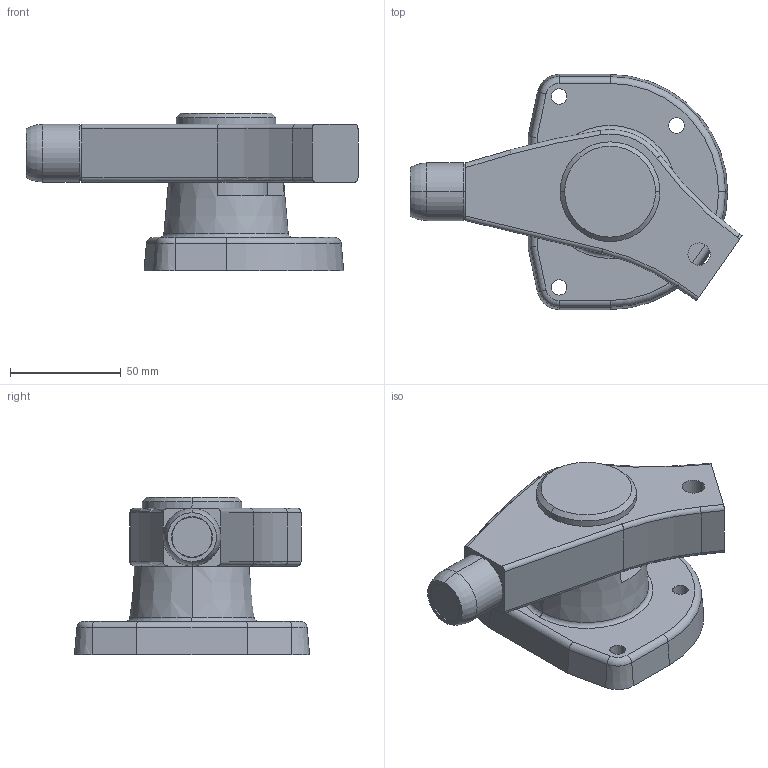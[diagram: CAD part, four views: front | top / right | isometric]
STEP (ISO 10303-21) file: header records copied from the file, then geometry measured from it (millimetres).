
FILE_DESCRIPTION (( 'STEP AP203' ), '1' );
FILE_NAME ('FA-836-1-RC-R_Œö.STEP', '2007-01-30T02:33:04', ( ' ' ), ( ' ' ), 'SwSTEP 2.0', 'SolidWorks 2006004', '' );
FILE_SCHEMA (( 'CONFIG_CONTROL_DESIGN' ));
Length unit declared in the file: millimetre
Products named in the file (7): FA-836-1-RC-Rサイドアーム_ﾃﾞﾌｫﾙﾄ; FA-836-1儘乕儔乕幉_棉太倌; FA-836-1-RC-R_公; FA-836-1戜嵗R_棉太倌; FA-836-1夞揮幉_棉太倌; FA-836-1儘乕儔乕_棉太倌; FA-836-1M24僫僢僩_棉太倌
Assembly tree (6 placements, depth 2):
  FA-836-1-RC-R_公
    FA-836-1儘乕儔乕_棉太倌
    FA-836-1戜嵗R_棉太倌
    FA-836-1-RC-Rサイドアーム_ﾃﾞﾌｫﾙﾄ
    FA-836-1M24僫僢僩_棉太倌
    FA-836-1夞揮幉_棉太倌
    FA-836-1儘乕儔乕幉_棉太倌
Bounding box: 149.67 x 106 x 71 mm (x, y, z)
Volume: 254020.2 mm3; surface area: 73792.4 mm2
Topology: 6 solids, 6 shells, 195 faces, 465 edges, 288 vertices
Faces by surface type: cylinder 68, plane 53, cone 37, torus 37
Entity records: 6511 total; most frequent: DIRECTION 1116, CARTESIAN_POINT 1054, ORIENTED_EDGE 922, AXIS2_PLACEMENT_3D 470, EDGE_CURVE 461, VERTEX_POINT 288, CIRCLE 266, EDGE_LOOP 223
